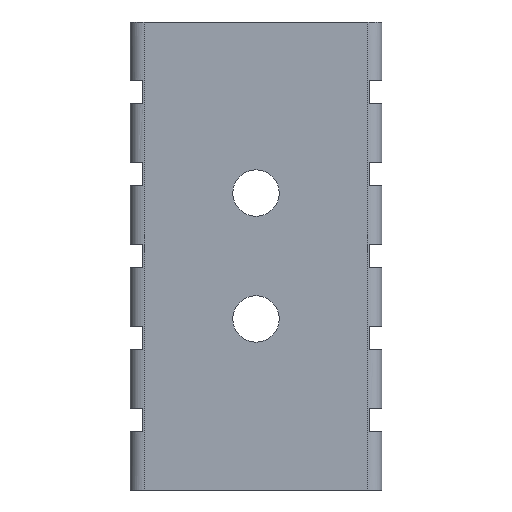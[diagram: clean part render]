
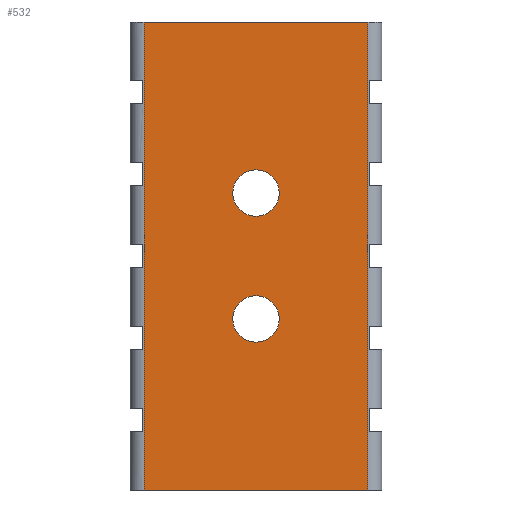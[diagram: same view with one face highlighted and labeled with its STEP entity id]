
A CAD part, front view. The second image highlights one B-rep face of the part: STEP entity #532.
In plain terms, the highlighted planar face has unit normal (0, -1, 0).
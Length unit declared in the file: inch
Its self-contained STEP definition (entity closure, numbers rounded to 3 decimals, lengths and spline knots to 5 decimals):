
#54 = FACE_BOUND ( 'NONE', #2441, .T. ) ;
#62 = CIRCLE ( 'NONE', #1687, 0.07185 ) ;
#63 = EDGE_LOOP ( 'NONE', ( #2146, #269 ) ) ;
#70 = CARTESIAN_POINT ( 'NONE',  ( 0.34646, 0., -1.45 ) ) ;
#83 = DIRECTION ( 'NONE',  ( 0., 0., 1. ) ) ;
#85 = VERTEX_POINT ( 'NONE', #2069 ) ;
#93 = EDGE_CURVE ( 'NONE', #85, #758, #551, .T. ) ;
#114 = CARTESIAN_POINT ( 'NONE',  ( 0., 0., -0.92008 ) ) ;
#116 = CARTESIAN_POINT ( 'NONE',  ( 0., 0., -0.52992 ) ) ;
#119 = VERTEX_POINT ( 'NONE', #203 ) ;
#151 = EDGE_CURVE ( 'NONE', #2042, #119, #959, .T. ) ;
#184 = EDGE_CURVE ( 'NONE', #758, #119, #2124, .T. ) ;
#186 = CARTESIAN_POINT ( 'NONE',  ( -0.34646, 0., 0. ) ) ;
#192 = CARTESIAN_POINT ( 'NONE',  ( -0.35039, 0., 0. ) ) ;
#203 = CARTESIAN_POINT ( 'NONE',  ( 0.34646, 0., 0. ) ) ;
#220 = CIRCLE ( 'NONE', #1321, 0.07185 ) ;
#263 = FACE_BOUND ( 'NONE', #63, .T. ) ;
#269 = ORIENTED_EDGE ( 'NONE', *, *, #1421, .T. ) ;
#297 = CIRCLE ( 'NONE', #1679, 0.07185 ) ;
#315 = VERTEX_POINT ( 'NONE', #1440 ) ;
#336 = EDGE_CURVE ( 'NONE', #1014, #315, #2111, .T. ) ;
#347 = VERTEX_POINT ( 'NONE', #846 ) ;
#452 = PLANE ( 'NONE',  #2271 ) ;
#498 = DIRECTION ( 'NONE',  ( 0., 1., 0. ) ) ;
#516 = DIRECTION ( 'NONE',  ( 0., 1., 0. ) ) ;
#526 = DIRECTION ( 'NONE',  ( 0., 0., 1. ) ) ;
#532 = ADVANCED_FACE ( 'NONE', ( #263, #54, #1588 ), #452, .T. ) ;
#551 = LINE ( 'NONE', #1300, #731 ) ;
#560 = CARTESIAN_POINT ( 'NONE',  ( 0., 0., -0.92008 ) ) ;
#650 = DIRECTION ( 'NONE',  ( 0., 1., 0. ) ) ;
#731 = VECTOR ( 'NONE', #2059, 39.37008 ) ;
#758 = VERTEX_POINT ( 'NONE', #1233 ) ;
#766 = AXIS2_PLACEMENT_3D ( 'NONE', #116, #650, #83 ) ;
#846 = CARTESIAN_POINT ( 'NONE',  ( 0., 0., -0.99193 ) ) ;
#929 = DIRECTION ( 'NONE',  ( 0., 0., 1. ) ) ;
#931 = VECTOR ( 'NONE', #2066, 39.37008 ) ;
#942 = LINE ( 'NONE', #186, #931 ) ;
#959 = LINE ( 'NONE', #192, #1438 ) ;
#980 = EDGE_LOOP ( 'NONE', ( #982, #1614, #2335, #1027 ) ) ;
#982 = ORIENTED_EDGE ( 'NONE', *, *, #93, .T. ) ;
#1014 = VERTEX_POINT ( 'NONE', #1402 ) ;
#1027 = ORIENTED_EDGE ( 'NONE', *, *, #1310, .T. ) ;
#1233 = CARTESIAN_POINT ( 'NONE',  ( 0.34646, 0., -1.45 ) ) ;
#1237 = EDGE_CURVE ( 'NONE', #2186, #347, #220, .T. ) ;
#1276 = VECTOR ( 'NONE', #1767, 39.37008 ) ;
#1300 = CARTESIAN_POINT ( 'NONE',  ( -0.35039, 0., -1.45 ) ) ;
#1310 = EDGE_CURVE ( 'NONE', #2042, #85, #942, .T. ) ;
#1321 = AXIS2_PLACEMENT_3D ( 'NONE', #114, #498, #929 ) ;
#1379 = DIRECTION ( 'NONE',  ( 0., -1., 0. ) ) ;
#1402 = CARTESIAN_POINT ( 'NONE',  ( 0., 0., -0.45807 ) ) ;
#1421 = EDGE_CURVE ( 'NONE', #315, #1014, #297, .T. ) ;
#1438 = VECTOR ( 'NONE', #2083, 39.37008 ) ;
#1440 = CARTESIAN_POINT ( 'NONE',  ( 0., 0., -0.60177 ) ) ;
#1563 = CARTESIAN_POINT ( 'NONE',  ( -0.35039, 0., -1.45 ) ) ;
#1588 = FACE_OUTER_BOUND ( 'NONE', #980, .T. ) ;
#1614 = ORIENTED_EDGE ( 'NONE', *, *, #184, .T. ) ;
#1630 = CARTESIAN_POINT ( 'NONE',  ( 0., 0., -0.84823 ) ) ;
#1679 = AXIS2_PLACEMENT_3D ( 'NONE', #2217, #516, #526 ) ;
#1687 = AXIS2_PLACEMENT_3D ( 'NONE', #560, #1696, #2081 ) ;
#1696 = DIRECTION ( 'NONE',  ( 0., 1., 0. ) ) ;
#1704 = ORIENTED_EDGE ( 'NONE', *, *, #1970, .T. ) ;
#1767 = DIRECTION ( 'NONE',  ( 0., 0., 1. ) ) ;
#1847 = ORIENTED_EDGE ( 'NONE', *, *, #1237, .T. ) ;
#1970 = EDGE_CURVE ( 'NONE', #347, #2186, #62, .T. ) ;
#2042 = VERTEX_POINT ( 'NONE', #2327 ) ;
#2059 = DIRECTION ( 'NONE',  ( 1., 0., 0. ) ) ;
#2066 = DIRECTION ( 'NONE',  ( 0., 0., -1. ) ) ;
#2069 = CARTESIAN_POINT ( 'NONE',  ( -0.34646, 0., -1.45 ) ) ;
#2081 = DIRECTION ( 'NONE',  ( 0., 0., 1. ) ) ;
#2083 = DIRECTION ( 'NONE',  ( 1., 0., 0. ) ) ;
#2111 = CIRCLE ( 'NONE', #766, 0.07185 ) ;
#2124 = LINE ( 'NONE', #70, #1276 ) ;
#2132 = DIRECTION ( 'NONE',  ( 0., 0., -1. ) ) ;
#2146 = ORIENTED_EDGE ( 'NONE', *, *, #336, .T. ) ;
#2186 = VERTEX_POINT ( 'NONE', #1630 ) ;
#2217 = CARTESIAN_POINT ( 'NONE',  ( 0., 0., -0.52992 ) ) ;
#2271 = AXIS2_PLACEMENT_3D ( 'NONE', #1563, #1379, #2132 ) ;
#2327 = CARTESIAN_POINT ( 'NONE',  ( -0.34646, 0., 0. ) ) ;
#2335 = ORIENTED_EDGE ( 'NONE', *, *, #151, .F. ) ;
#2441 = EDGE_LOOP ( 'NONE', ( #1847, #1704 ) ) ;
